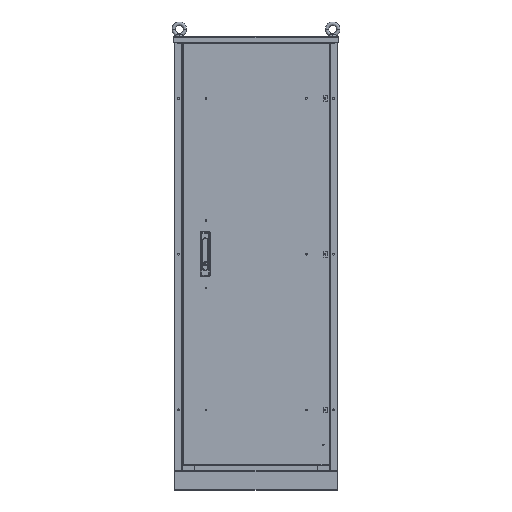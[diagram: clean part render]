
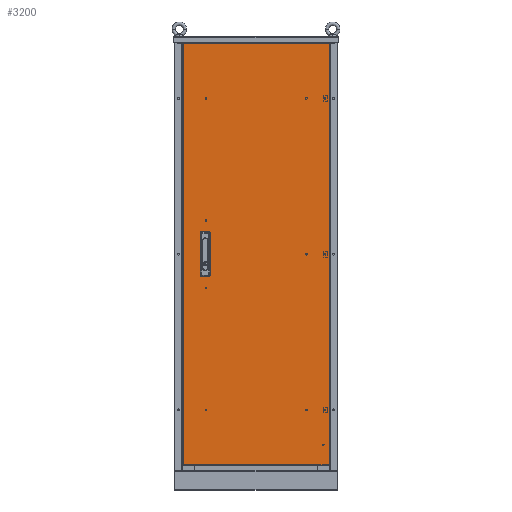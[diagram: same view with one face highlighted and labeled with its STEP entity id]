
A CAD part, top view. The second image highlights one B-rep face of the part: STEP entity #3200.
In plain terms, the highlighted planar face has unit normal (0, 0, 1).
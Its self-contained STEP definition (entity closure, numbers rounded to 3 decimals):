
#103 = LINE ( 'NONE', #54060, #71111 ) ;
#3200 = ADVANCED_FACE ( 'NONE', ( #14188, #69034, #34599 ), #71522, .T. ) ;
#3698 = EDGE_CURVE ( 'NONE', #47795, #8445, #62532, .T. ) ;
#3820 = EDGE_CURVE ( 'NONE', #78309, #47795, #33365, .T. ) ;
#3952 = CARTESIAN_POINT ( 'NONE',  ( 0., 778.5, 1.5 ) ) ;
#4105 = EDGE_CURVE ( 'NONE', #46888, #78309, #103, .T. ) ;
#4228 = EDGE_CURVE ( 'NONE', #8445, #46888, #62544, .T. ) ;
#4246 = EDGE_CURVE ( 'NONE', #29229, #71570, #23786, .T. ) ;
#4357 = EDGE_CURVE ( 'NONE', #61226, #29229, #88271, .T. ) ;
#4651 = EDGE_CURVE ( 'NONE', #86064, #61226, #9670, .T. ) ;
#4752 = EDGE_CURVE ( 'NONE', #71570, #86064, #37669, .T. ) ;
#4882 = EDGE_CURVE ( 'NONE', #13611, #45839, #63514, .T. ) ;
#5180 = EDGE_CURVE ( 'NONE', #45839, #20134, #21499, .T. ) ;
#5299 = EDGE_CURVE ( 'NONE', #20134, #87097, #49424, .T. ) ;
#5433 = EDGE_CURVE ( 'NONE', #87097, #13611, #54726, .T. ) ;
#6035 = CARTESIAN_POINT ( 'NONE',  ( -540., 778.5, 1.5 ) ) ;
#7983 = CARTESIAN_POINT ( 'NONE',  ( -471., 75.25, 1.5 ) ) ;
#8230 = DIRECTION ( 'NONE',  ( 0., -1., 0. ) ) ;
#8445 = VERTEX_POINT ( 'NONE', #11622 ) ;
#8564 = VECTOR ( 'NONE', #8230, 1000. ) ;
#9318 = DIRECTION ( 'NONE',  ( 0., -1., 0. ) ) ;
#9670 = LINE ( 'NONE', #67805, #25855 ) ;
#11622 = CARTESIAN_POINT ( 'NONE',  ( -445.5, 24.75, 1.5 ) ) ;
#11672 = CARTESIAN_POINT ( 'NONE',  ( -471., 24.75, 1.5 ) ) ;
#12455 = CARTESIAN_POINT ( 'NONE',  ( -445.5, 75.25, 1.5 ) ) ;
#13611 = VERTEX_POINT ( 'NONE', #25739 ) ;
#13998 = CARTESIAN_POINT ( 'NONE',  ( -471., -24.75, 1.5 ) ) ;
#14188 = FACE_BOUND ( 'NONE', #77169, .T. ) ;
#16876 = DIRECTION ( 'NONE',  ( 0., 0., 1. ) ) ;
#20134 = VERTEX_POINT ( 'NONE', #26345 ) ;
#21499 = LINE ( 'NONE', #23534, #60180 ) ;
#22502 = CARTESIAN_POINT ( 'NONE',  ( -471., 24.75, 1.5 ) ) ;
#23534 = CARTESIAN_POINT ( 'NONE',  ( -540., -778.5, 1.5 ) ) ;
#23786 = LINE ( 'NONE', #69700, #39918 ) ;
#24702 = DIRECTION ( 'NONE',  ( 0., 1., 0. ) ) ;
#25739 = CARTESIAN_POINT ( 'NONE',  ( -540., 778.5, 1.5 ) ) ;
#25855 = VECTOR ( 'NONE', #26620, 1000. ) ;
#25924 = VECTOR ( 'NONE', #77476, 1000. ) ;
#26345 = CARTESIAN_POINT ( 'NONE',  ( 0., -778.5, 1.5 ) ) ;
#26620 = DIRECTION ( 'NONE',  ( 0., -1., 0. ) ) ;
#28495 = ORIENTED_EDGE ( 'NONE', *, *, #4882, .T. ) ;
#29229 = VERTEX_POINT ( 'NONE', #49742 ) ;
#29679 = CARTESIAN_POINT ( 'NONE',  ( -471., -75.25, 1.5 ) ) ;
#33365 = LINE ( 'NONE', #57438, #45248 ) ;
#34129 = CARTESIAN_POINT ( 'NONE',  ( -471., -75.25, 1.5 ) ) ;
#34170 = ORIENTED_EDGE ( 'NONE', *, *, #4105, .F. ) ;
#34599 = FACE_OUTER_BOUND ( 'NONE', #78574, .T. ) ;
#35114 = DIRECTION ( 'NONE',  ( 0., 1., 0. ) ) ;
#35430 = DIRECTION ( 'NONE',  ( 0., 1., 0. ) ) ;
#35504 = VECTOR ( 'NONE', #48276, 1000. ) ;
#37669 = LINE ( 'NONE', #13998, #35504 ) ;
#37873 = CARTESIAN_POINT ( 'NONE',  ( -445.5, -24.75, 1.5 ) ) ;
#39918 = VECTOR ( 'NONE', #35430, 1000. ) ;
#40550 = DIRECTION ( 'NONE',  ( -1., 0., 0. ) ) ;
#42163 = ORIENTED_EDGE ( 'NONE', *, *, #3820, .F. ) ;
#44204 = CARTESIAN_POINT ( 'NONE',  ( 0., 0., 1.5 ) ) ;
#45248 = VECTOR ( 'NONE', #9318, 1000. ) ;
#45839 = VERTEX_POINT ( 'NONE', #58268 ) ;
#46888 = VERTEX_POINT ( 'NONE', #12455 ) ;
#47233 = DIRECTION ( 'NONE',  ( -1., 0., 0. ) ) ;
#47256 = VECTOR ( 'NONE', #24702, 1000. ) ;
#47795 = VERTEX_POINT ( 'NONE', #11672 ) ;
#48276 = DIRECTION ( 'NONE',  ( -1., 0., 0. ) ) ;
#49424 = LINE ( 'NONE', #3952, #47256 ) ;
#49742 = CARTESIAN_POINT ( 'NONE',  ( -445.5, -75.25, 1.5 ) ) ;
#52449 = ORIENTED_EDGE ( 'NONE', *, *, #5180, .T. ) ;
#54060 = CARTESIAN_POINT ( 'NONE',  ( -471., 75.25, 1.5 ) ) ;
#54726 = LINE ( 'NONE', #6035, #70872 ) ;
#55558 = CARTESIAN_POINT ( 'NONE',  ( -445.5, 75.25, 1.5 ) ) ;
#57053 = DIRECTION ( 'NONE',  ( 1., 0., 0. ) ) ;
#57438 = CARTESIAN_POINT ( 'NONE',  ( -471., 75.25, 1.5 ) ) ;
#58268 = CARTESIAN_POINT ( 'NONE',  ( -540., -778.5, 1.5 ) ) ;
#58905 = ORIENTED_EDGE ( 'NONE', *, *, #4246, .F. ) ;
#60180 = VECTOR ( 'NONE', #64767, 1000. ) ;
#61226 = VERTEX_POINT ( 'NONE', #34129 ) ;
#62012 = ORIENTED_EDGE ( 'NONE', *, *, #4357, .F. ) ;
#62087 = ORIENTED_EDGE ( 'NONE', *, *, #5299, .T. ) ;
#62532 = LINE ( 'NONE', #22502, #25924 ) ;
#62539 = ORIENTED_EDGE ( 'NONE', *, *, #4752, .F. ) ;
#62544 = LINE ( 'NONE', #55558, #78623 ) ;
#63015 = CARTESIAN_POINT ( 'NONE',  ( -540., 778.5, 1.5 ) ) ;
#63514 = LINE ( 'NONE', #63015, #8564 ) ;
#63616 = EDGE_LOOP ( 'NONE', ( #58905, #62012, #84820, #62539 ) ) ;
#64239 = CARTESIAN_POINT ( 'NONE',  ( -471., -24.75, 1.5 ) ) ;
#64767 = DIRECTION ( 'NONE',  ( 1., 0., 0. ) ) ;
#64987 = DIRECTION ( 'NONE',  ( 1., 0., 0. ) ) ;
#67805 = CARTESIAN_POINT ( 'NONE',  ( -471., -75.25, 1.5 ) ) ;
#69034 = FACE_BOUND ( 'NONE', #63616, .T. ) ;
#69700 = CARTESIAN_POINT ( 'NONE',  ( -445.5, -75.25, 1.5 ) ) ;
#70872 = VECTOR ( 'NONE', #47233, 1000. ) ;
#71111 = VECTOR ( 'NONE', #40550, 1000. ) ;
#71522 = PLANE ( 'NONE',  #73661 ) ;
#71570 = VERTEX_POINT ( 'NONE', #37873 ) ;
#73661 = AXIS2_PLACEMENT_3D ( 'NONE', #44204, #16876, #64987 ) ;
#75034 = ORIENTED_EDGE ( 'NONE', *, *, #3698, .F. ) ;
#77169 = EDGE_LOOP ( 'NONE', ( #75034, #42163, #34170, #81052 ) ) ;
#77476 = DIRECTION ( 'NONE',  ( 1., 0., 0. ) ) ;
#78309 = VERTEX_POINT ( 'NONE', #7983 ) ;
#78574 = EDGE_LOOP ( 'NONE', ( #28495, #52449, #62087, #85648 ) ) ;
#78623 = VECTOR ( 'NONE', #35114, 1000. ) ;
#81052 = ORIENTED_EDGE ( 'NONE', *, *, #4228, .F. ) ;
#82330 = CARTESIAN_POINT ( 'NONE',  ( 0., 778.5, 1.5 ) ) ;
#84820 = ORIENTED_EDGE ( 'NONE', *, *, #4651, .F. ) ;
#85648 = ORIENTED_EDGE ( 'NONE', *, *, #5433, .T. ) ;
#86064 = VERTEX_POINT ( 'NONE', #64239 ) ;
#86143 = VECTOR ( 'NONE', #57053, 1000. ) ;
#87097 = VERTEX_POINT ( 'NONE', #82330 ) ;
#88271 = LINE ( 'NONE', #29679, #86143 ) ;
